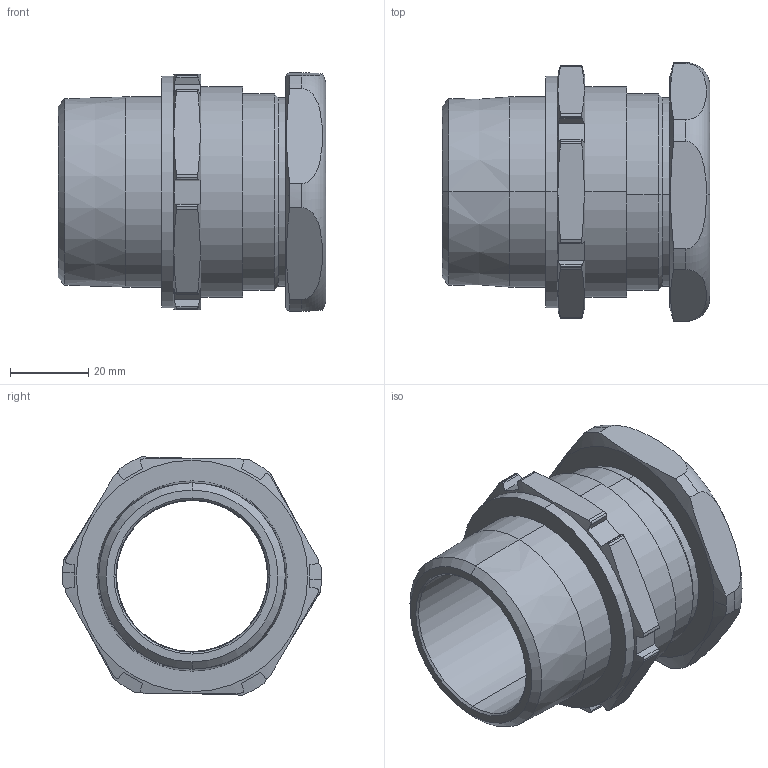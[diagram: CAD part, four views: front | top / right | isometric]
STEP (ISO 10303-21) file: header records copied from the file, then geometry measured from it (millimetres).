
FILE_DESCRIPTION (( 'STEP AP214' ), '1' );
FILE_NAME ('TC-150%1501RA%35.STEP', '2023-12-11T11:16:38', ( '' ), ( '' ), 'SwSTEP 2.0', 'SolidWorks 2023', '' );
FILE_SCHEMA (( 'AUTOMOTIVE_DESIGN' ));
Length unit declared in the file: millimetre
Products named in the file (1): TC-150%1501RA%35
Bounding box: 68.3 x 66 x 60.74 mm (x, y, z)
Volume: 72310 mm3; surface area: 25096.6 mm2
Topology: 1 solids, 1 shells, 102 faces, 272 edges, 176 vertices
Faces by surface type: cylinder 46, plane 36, cone 18, torus 2
Entity records: 3685 total; most frequent: CARTESIAN_POINT 1225, ORIENTED_EDGE 544, DIRECTION 468, EDGE_CURVE 272, AXIS2_PLACEMENT_3D 187, VERTEX_POINT 176, EDGE_LOOP 108, FACE_OUTER_BOUND 102
